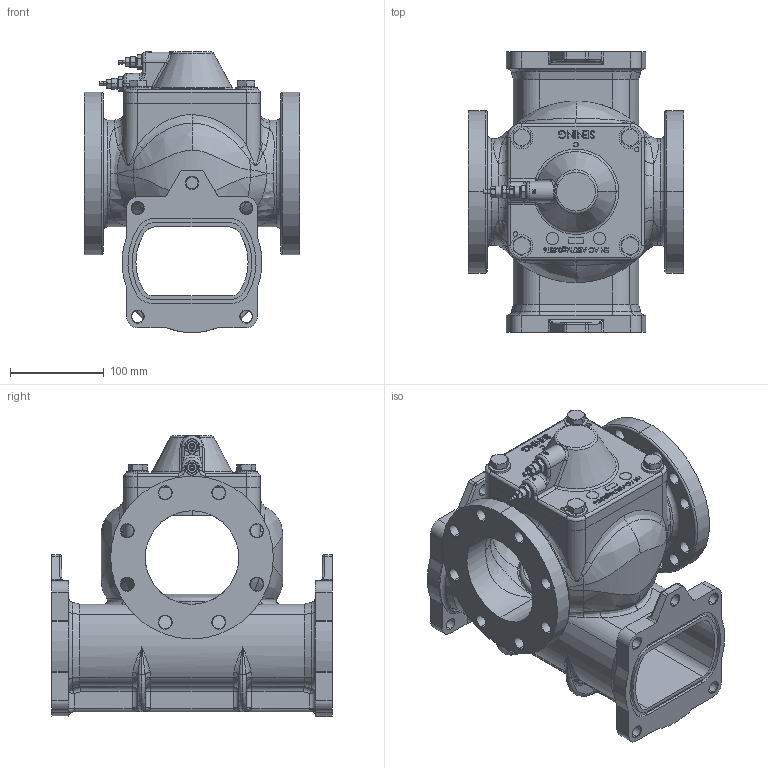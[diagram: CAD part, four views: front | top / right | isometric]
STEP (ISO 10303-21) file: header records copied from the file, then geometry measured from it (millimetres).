
FILE_DESCRIPTION (( 'STEP AP214' ), '1' );
FILE_NAME ('VEK2-3_251245.STEP', '2012-07-24T11:00:44', ( 'Admin2' ), ( '' ), 'SwSTEP 2.0', 'SolidWorks 2010', '' );
FILE_SCHEMA (( 'AUTOMOTIVE_DESIGN' ));
Length unit declared in the file: millimetre
Products named in the file (1): VEK2-3_251245
Bounding box: 230 x 300 x 300.5 mm (x, y, z)
Volume: 3102229.4 mm3; surface area: 680017.1 mm2
Topology: 15 solids, 15 shells, 1657 faces, 4017 edges, 2375 vertices
Faces by surface type: plane 484, cylinder 451, bspline 358, cone 210, torus 118, sphere 36
Entity records: 111321 total; most frequent: CARTESIAN_POINT 56990, ORIENTED_EDGE 7822, DIRECTION 6917, EDGE_CURVE 3911, AXIS2_PLACEMENT_3D 2654, VERTEX_POINT 2371, EDGE_LOOP 1842, UNCERTAINTY_MEASURE_WITH_UNIT 1674
